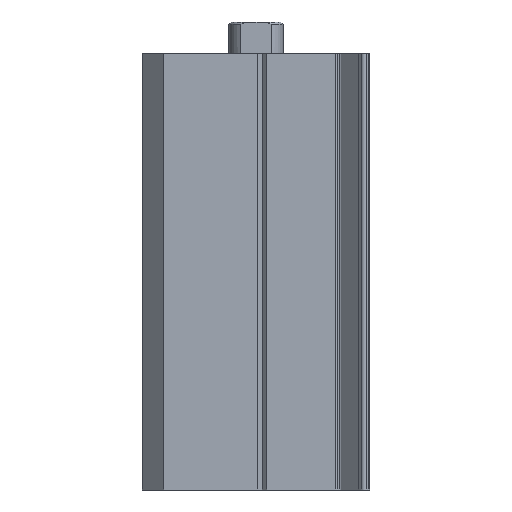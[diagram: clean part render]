
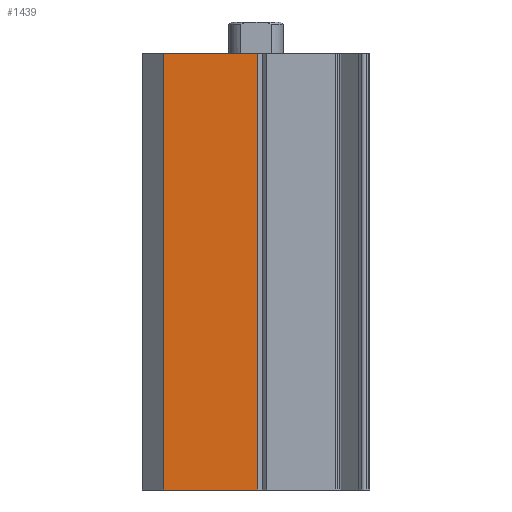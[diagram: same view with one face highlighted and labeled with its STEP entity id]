
A CAD part, left-side view. The second image highlights one B-rep face of the part: STEP entity #1439.
In plain terms, the highlighted planar face has unit normal (-1, 0, 0).
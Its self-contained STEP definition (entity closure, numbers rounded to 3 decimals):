
#150 = EDGE_CURVE ( 'NONE', #3441, #3283, #3203, .T. ) ;
#487 = LINE ( 'NONE', #1169, #3775 ) ;
#826 = EDGE_LOOP ( 'NONE', ( #2908, #1569, #2280, #2292 ) ) ;
#833 = CARTESIAN_POINT ( 'NONE',  ( -12.5, -0.208, -24. ) ) ;
#987 = CARTESIAN_POINT ( 'NONE',  ( -12.5, 10.13, -24. ) ) ;
#1169 = CARTESIAN_POINT ( 'NONE',  ( -12.5, -12.5, -24. ) ) ;
#1272 = FACE_OUTER_BOUND ( 'NONE', #826, .T. ) ;
#1439 = ADVANCED_FACE ( 'NONE', ( #1272 ), #2698, .F. ) ;
#1452 = DIRECTION ( 'NONE',  ( 1., 0., 0. ) ) ;
#1487 = DIRECTION ( 'NONE',  ( 0., -1., 0. ) ) ;
#1569 = ORIENTED_EDGE ( 'NONE', *, *, #3841, .T. ) ;
#1622 = EDGE_CURVE ( 'NONE', #3441, #3130, #2998, .T. ) ;
#1777 = CARTESIAN_POINT ( 'NONE',  ( -12.5, 10.13, 24. ) ) ;
#1908 = VECTOR ( 'NONE', #3429, 1000. ) ;
#2057 = CARTESIAN_POINT ( 'NONE',  ( -12.5, -12.5, 24. ) ) ;
#2147 = VECTOR ( 'NONE', #3919, 1000. ) ;
#2280 = ORIENTED_EDGE ( 'NONE', *, *, #150, .F. ) ;
#2292 = ORIENTED_EDGE ( 'NONE', *, *, #1622, .T. ) ;
#2298 = CARTESIAN_POINT ( 'NONE',  ( -12.5, -0.208, 24. ) ) ;
#2556 = CARTESIAN_POINT ( 'NONE',  ( -12.5, -12.5, 24. ) ) ;
#2618 = CARTESIAN_POINT ( 'NONE',  ( -12.5, 10.13, 24. ) ) ;
#2698 = PLANE ( 'NONE',  #3045 ) ;
#2908 = ORIENTED_EDGE ( 'NONE', *, *, #3537, .T. ) ;
#2998 = LINE ( 'NONE', #2618, #2147 ) ;
#3045 = AXIS2_PLACEMENT_3D ( 'NONE', #2057, #1452, #3679 ) ;
#3130 = VERTEX_POINT ( 'NONE', #987 ) ;
#3203 = LINE ( 'NONE', #2556, #4059 ) ;
#3283 = VERTEX_POINT ( 'NONE', #2298 ) ;
#3429 = DIRECTION ( 'NONE',  ( 0., 0., 1. ) ) ;
#3441 = VERTEX_POINT ( 'NONE', #1777 ) ;
#3444 = CARTESIAN_POINT ( 'NONE',  ( -12.5, -0.208, -24. ) ) ;
#3496 = DIRECTION ( 'NONE',  ( 0., -1., 0. ) ) ;
#3537 = EDGE_CURVE ( 'NONE', #3130, #3728, #487, .T. ) ;
#3626 = LINE ( 'NONE', #3444, #1908 ) ;
#3679 = DIRECTION ( 'NONE',  ( 0., 0., -1. ) ) ;
#3728 = VERTEX_POINT ( 'NONE', #833 ) ;
#3775 = VECTOR ( 'NONE', #1487, 1000. ) ;
#3841 = EDGE_CURVE ( 'NONE', #3728, #3283, #3626, .T. ) ;
#3919 = DIRECTION ( 'NONE',  ( 0., 0., -1. ) ) ;
#4059 = VECTOR ( 'NONE', #3496, 1000. ) ;
